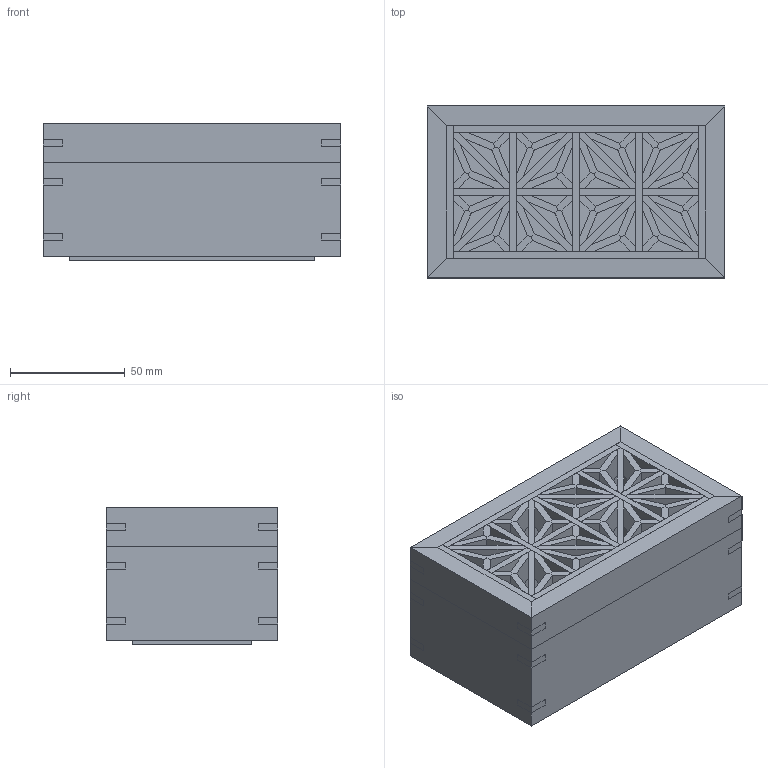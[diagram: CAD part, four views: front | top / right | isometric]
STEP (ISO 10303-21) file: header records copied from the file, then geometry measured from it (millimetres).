
FILE_DESCRIPTION(('FreeCAD Model'),'2;1');
FILE_NAME('Open CASCADE Shape Model','2024-03-20T13:11:36',(''),(''), 'Open CASCADE STEP processor 7.6','FreeCAD','Unknown');
FILE_SCHEMA(('AUTOMOTIVE_DESIGN { 1 0 10303 214 1 1 1 1 }'));
Length unit declared in the file: millimetre
Products named in the file (22): kumiko_box_complete; lid_complete; kumiko_assembly; asanoha_left; asanoha; inlay_top_left; hindge_body; short_diagonal; long_diagonal_body; lattice; short_strip_body; strip_long_body; strip_long_body001; lid; lid_side; lid_long_body; miter_key; box; floor_body; wall_long_body; wall_short_body
Assembly tree (46 placements, depth 7):
  kumiko_box_complete
    lid_complete
      kumiko_assembly
        asanoha_left  x2
          asanoha
            inlay_top_left  x2
              hindge_body
              short_diagonal
            long_diagonal_body
        lattice
          short_strip_body  x3
          strip_long_body  x2
          strip_long_body001
          short_strip_body  x2
      lid
        lid_side  x2
        lid_long_body  x2
        miter_key  x4
    box
      floor_body
      wall_long_body  x2
      wall_short_body  x2
      miter_key  x8
Bounding box: 130 x 75 x 60 mm (x, y, z)
Volume: 344103.2 mm3; surface area: 139742.2 mm2
Topology: 85 solids, 85 shells, 871 faces, 2052 edges, 1352 vertices
Faces by surface type: plane 871
Entity records: 14355 total; most frequent: CARTESIAN_POINT 2294, DIRECTION 2199, LINE 1665, VECTOR 1665, ORIENTED_EDGE 1110, PCURVE 1110, DEFINITIONAL_REPRESENTATION 1110, EDGE_CURVE 555
